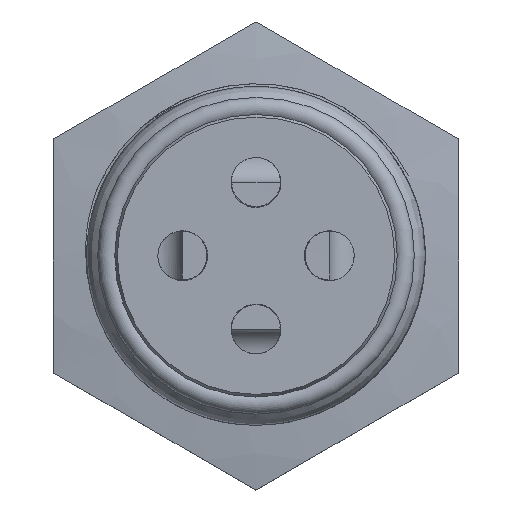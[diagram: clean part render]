
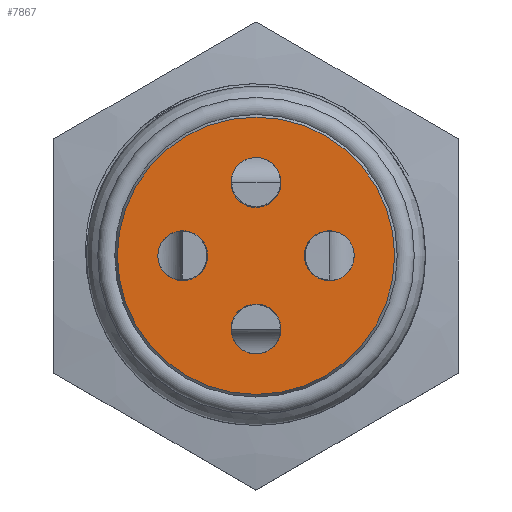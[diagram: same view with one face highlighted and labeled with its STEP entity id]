
A CAD part, top view. The second image highlights one B-rep face of the part: STEP entity #7867.
In plain terms, the highlighted planar face has unit normal (0, 0, 1).
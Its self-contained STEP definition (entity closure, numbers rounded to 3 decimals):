
#79=ELLIPSE('',#8468,1.168,1.168);
#81=ELLIPSE('',#8471,1.168,1.168);
#82=ELLIPSE('',#8472,1.168,1.168);
#85=ELLIPSE('',#8476,1.168,1.168);
#86=ELLIPSE('',#8477,1.168,1.168);
#89=ELLIPSE('',#8481,1.168,1.168);
#196=FACE_BOUND('',#965,.T.);
#197=FACE_BOUND('',#966,.T.);
#198=FACE_BOUND('',#967,.T.);
#199=FACE_BOUND('',#968,.T.);
#283=PLANE('',#8489);
#513=FACE_OUTER_BOUND('',#964,.T.);
#964=EDGE_LOOP('',(#5525,#5526));
#965=EDGE_LOOP('',(#5527));
#966=EDGE_LOOP('',(#5528,#5529));
#967=EDGE_LOOP('',(#5530,#5531));
#968=EDGE_LOOP('',(#5532));
#1414=CIRCLE('',#8490,6.5);
#1415=CIRCLE('',#8491,6.5);
#3071=VERTEX_POINT('',#15217);
#3073=VERTEX_POINT('',#15223);
#3074=VERTEX_POINT('',#15224);
#3077=VERTEX_POINT('',#15233);
#3078=VERTEX_POINT('',#15234);
#3081=VERTEX_POINT('',#15243);
#3087=VERTEX_POINT('',#15260);
#3088=VERTEX_POINT('',#15261);
#3989=EDGE_CURVE('',#3071,#3071,#79,.T.);
#3992=EDGE_CURVE('',#3073,#3074,#81,.T.);
#3993=EDGE_CURVE('',#3074,#3073,#82,.T.);
#3997=EDGE_CURVE('',#3077,#3078,#85,.T.);
#3998=EDGE_CURVE('',#3078,#3077,#86,.T.);
#4002=EDGE_CURVE('',#3081,#3081,#89,.T.);
#4010=EDGE_CURVE('',#3087,#3088,#1414,.T.);
#4011=EDGE_CURVE('',#3088,#3087,#1415,.T.);
#5525=ORIENTED_EDGE('',*,*,#4010,.F.);
#5526=ORIENTED_EDGE('',*,*,#4011,.F.);
#5527=ORIENTED_EDGE('',*,*,#3989,.T.);
#5528=ORIENTED_EDGE('',*,*,#3992,.T.);
#5529=ORIENTED_EDGE('',*,*,#3993,.T.);
#5530=ORIENTED_EDGE('',*,*,#3997,.T.);
#5531=ORIENTED_EDGE('',*,*,#3998,.T.);
#5532=ORIENTED_EDGE('',*,*,#4002,.T.);
#7867=ADVANCED_FACE('',(#513,#196,#197,#198,#199),#283,.T.);
#8468=AXIS2_PLACEMENT_3D('',#15218,#9393,#9394);
#8471=AXIS2_PLACEMENT_3D('',#15225,#9400,#9401);
#8472=AXIS2_PLACEMENT_3D('',#15226,#9402,#9403);
#8476=AXIS2_PLACEMENT_3D('',#15235,#9411,#9412);
#8477=AXIS2_PLACEMENT_3D('',#15236,#9413,#9414);
#8481=AXIS2_PLACEMENT_3D('',#15244,#9422,#9423);
#8489=AXIS2_PLACEMENT_3D('',#15259,#9440,#9441);
#8490=AXIS2_PLACEMENT_3D('',#15262,#9442,#9443);
#8491=AXIS2_PLACEMENT_3D('',#15263,#9444,#9445);
#9393=DIRECTION('center_axis',(0.,0.,-1.));
#9394=DIRECTION('ref_axis',(1.,0.,0.));
#9400=DIRECTION('center_axis',(0.,0.,-1.));
#9401=DIRECTION('ref_axis',(0.,1.,0.));
#9402=DIRECTION('center_axis',(0.,0.,-1.));
#9403=DIRECTION('ref_axis',(0.,1.,0.));
#9411=DIRECTION('center_axis',(0.,0.,-1.));
#9412=DIRECTION('ref_axis',(1.,0.,0.));
#9413=DIRECTION('center_axis',(0.,0.,-1.));
#9414=DIRECTION('ref_axis',(1.,0.,0.));
#9422=DIRECTION('center_axis',(0.,0.,-1.));
#9423=DIRECTION('ref_axis',(0.,1.,0.));
#9440=DIRECTION('center_axis',(0.,0.,1.));
#9441=DIRECTION('ref_axis',(1.,0.,0.));
#9442=DIRECTION('center_axis',(0.,0.,-1.));
#9443=DIRECTION('ref_axis',(1.,0.,0.));
#9444=DIRECTION('center_axis',(0.,0.,-1.));
#9445=DIRECTION('ref_axis',(1.,0.,0.));
#15217=CARTESIAN_POINT('',(2.265,0.,6.5));
#15218=CARTESIAN_POINT('Origin',(3.432,0.,
6.5));
#15223=CARTESIAN_POINT('',(0.,-4.6,6.5));
#15224=CARTESIAN_POINT('',(0.,-2.265,6.5));
#15225=CARTESIAN_POINT('Origin',(0.,-3.432,
6.5));
#15226=CARTESIAN_POINT('Origin',(0.,-3.432,
6.5));
#15233=CARTESIAN_POINT('',(-4.6,0.,6.5));
#15234=CARTESIAN_POINT('',(-2.265,0.,6.5));
#15235=CARTESIAN_POINT('Origin',(-3.432,0.,
6.5));
#15236=CARTESIAN_POINT('Origin',(-3.432,0.,
6.5));
#15243=CARTESIAN_POINT('',(0.,2.265,6.5));
#15244=CARTESIAN_POINT('Origin',(0.,3.432,6.5));
#15259=CARTESIAN_POINT('Origin',(0.,6.5,6.5));
#15260=CARTESIAN_POINT('',(0.,6.5,6.5));
#15261=CARTESIAN_POINT('',(0.,-6.5,6.5));
#15262=CARTESIAN_POINT('Origin',(0.,0.,6.5));
#15263=CARTESIAN_POINT('Origin',(0.,0.,6.5));
